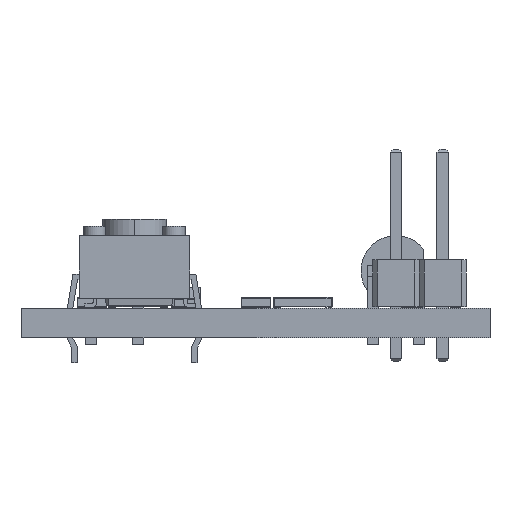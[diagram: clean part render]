
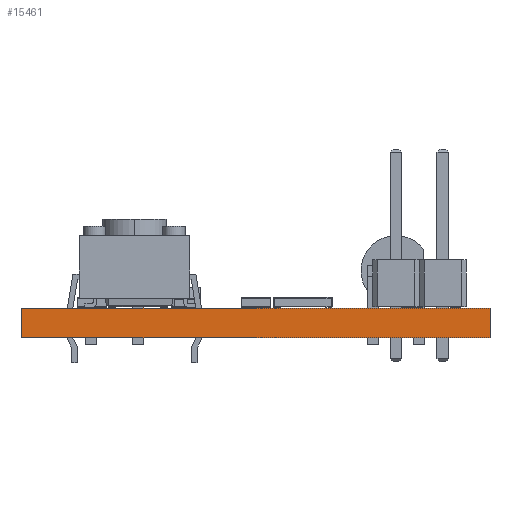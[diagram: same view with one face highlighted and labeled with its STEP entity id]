
A CAD part, front view. The second image highlights one B-rep face of the part: STEP entity #15461.
In plain terms, the highlighted planar face has unit normal (0, -1, 0).
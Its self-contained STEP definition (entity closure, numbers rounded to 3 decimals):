
#15461 = ADVANCED_FACE('',(#15462),#15496,.T.);
#15462 = FACE_BOUND('',#15463,.T.);
#15463 = EDGE_LOOP('',(#15464,#15474,#15482,#15490));
#15464 = ORIENTED_EDGE('',*,*,#15465,.T.);
#15465 = EDGE_CURVE('',#15466,#15468,#15470,.T.);
#15466 = VERTEX_POINT('',#15467);
#15467 = CARTESIAN_POINT('',(177.8,-128.27,0.));
#15468 = VERTEX_POINT('',#15469);
#15469 = CARTESIAN_POINT('',(177.8,-128.27,1.6));
#15470 = LINE('',#15471,#15472);
#15471 = CARTESIAN_POINT('',(177.8,-128.27,0.));
#15472 = VECTOR('',#15473,1.);
#15473 = DIRECTION('',(0.,0.,1.));
#15474 = ORIENTED_EDGE('',*,*,#15475,.T.);
#15475 = EDGE_CURVE('',#15468,#15476,#15478,.T.);
#15476 = VERTEX_POINT('',#15477);
#15477 = CARTESIAN_POINT('',(152.4,-128.27,1.6));
#15478 = LINE('',#15479,#15480);
#15479 = CARTESIAN_POINT('',(177.8,-128.27,1.6));
#15480 = VECTOR('',#15481,1.);
#15481 = DIRECTION('',(-1.,0.,0.));
#15482 = ORIENTED_EDGE('',*,*,#15483,.F.);
#15483 = EDGE_CURVE('',#15484,#15476,#15486,.T.);
#15484 = VERTEX_POINT('',#15485);
#15485 = CARTESIAN_POINT('',(152.4,-128.27,0.));
#15486 = LINE('',#15487,#15488);
#15487 = CARTESIAN_POINT('',(152.4,-128.27,0.));
#15488 = VECTOR('',#15489,1.);
#15489 = DIRECTION('',(0.,0.,1.));
#15490 = ORIENTED_EDGE('',*,*,#15491,.F.);
#15491 = EDGE_CURVE('',#15466,#15484,#15492,.T.);
#15492 = LINE('',#15493,#15494);
#15493 = CARTESIAN_POINT('',(177.8,-128.27,0.));
#15494 = VECTOR('',#15495,1.);
#15495 = DIRECTION('',(-1.,0.,0.));
#15496 = PLANE('',#15497);
#15497 = AXIS2_PLACEMENT_3D('',#15498,#15499,#15500);
#15498 = CARTESIAN_POINT('',(177.8,-128.27,0.));
#15499 = DIRECTION('',(0.,-1.,0.));
#15500 = DIRECTION('',(-1.,0.,0.));
